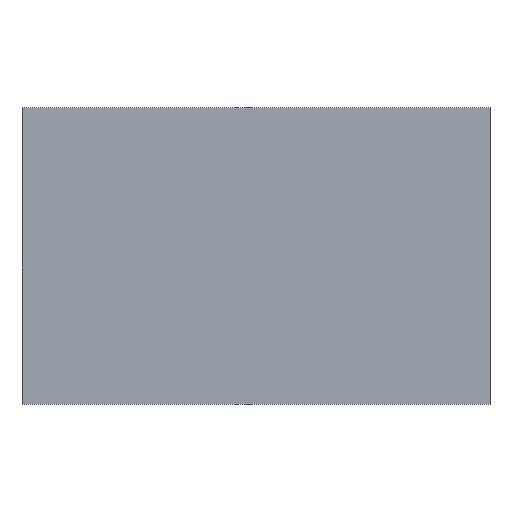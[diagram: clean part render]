
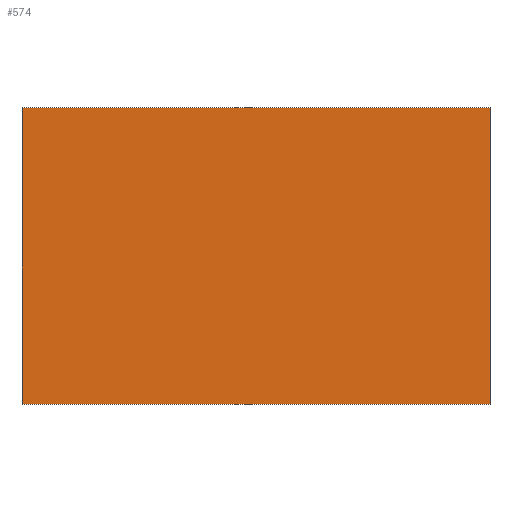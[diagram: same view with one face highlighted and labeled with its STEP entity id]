
A CAD part, top view. The second image highlights one B-rep face of the part: STEP entity #574.
In plain terms, the highlighted planar face has unit normal (0, 0, 1).
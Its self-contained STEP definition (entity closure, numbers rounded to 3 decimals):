
#566=AXIS2_PLACEMENT_3D('Plane Axis2P3D',#563,#564,#565) ;
#438=CARTESIAN_POINT('Vertex',(-122.25,76.4,1.)) ;
#452=CARTESIAN_POINT('Vertex',(-122.25,-78.4,1.)) ;
#455=CARTESIAN_POINT('Line Origine',(-122.25,-1.,1.)) ;
#483=CARTESIAN_POINT('Vertex',(122.25,-78.4,1.)) ;
#486=CARTESIAN_POINT('Line Origine',(0.,-78.4,1.)) ;
#514=CARTESIAN_POINT('Vertex',(122.25,76.4,1.)) ;
#517=CARTESIAN_POINT('Line Origine',(122.25,-1.,1.)) ;
#539=CARTESIAN_POINT('Line Origine',(0.,76.4,1.)) ;
#563=CARTESIAN_POINT('Axis2P3D Location',(0.,0.,1.)) ;
#456=DIRECTION('Vector Direction',(0.,-1.,0.)) ;
#487=DIRECTION('Vector Direction',(-1.,0.,0.)) ;
#518=DIRECTION('Vector Direction',(0.,1.,0.)) ;
#540=DIRECTION('Vector Direction',(1.,0.,0.)) ;
#564=DIRECTION('Axis2P3D Direction',(0.,0.,1.)) ;
#565=DIRECTION('Axis2P3D XDirection',(1.,0.,0.)) ;
#457=VECTOR('Line Direction',#456,1.) ;
#488=VECTOR('Line Direction',#487,1.) ;
#519=VECTOR('Line Direction',#518,1.) ;
#541=VECTOR('Line Direction',#540,1.) ;
#569=ORIENTED_EDGE('',*,*,#459,.T.) ;
#570=ORIENTED_EDGE('',*,*,#490,.T.) ;
#571=ORIENTED_EDGE('',*,*,#521,.T.) ;
#572=ORIENTED_EDGE('',*,*,#543,.T.) ;
#574=ADVANCED_FACE('Corps principal',(#573),#567,.T.) ;
#459=EDGE_CURVE('',#439,#453,#458,.T.) ;
#490=EDGE_CURVE('',#453,#484,#489,.F.) ;
#521=EDGE_CURVE('',#484,#515,#520,.T.) ;
#543=EDGE_CURVE('',#515,#439,#542,.F.) ;
#568=EDGE_LOOP('',(#569,#570,#571,#572)) ;
#573=FACE_OUTER_BOUND('',#568,.T.) ;
#458=LINE('Line',#455,#457) ;
#489=LINE('Line',#486,#488) ;
#520=LINE('Line',#517,#519) ;
#542=LINE('Line',#539,#541) ;
#567=PLANE('',#566) ;
#439=VERTEX_POINT('',#438) ;
#453=VERTEX_POINT('',#452) ;
#484=VERTEX_POINT('',#483) ;
#515=VERTEX_POINT('',#514) ;
